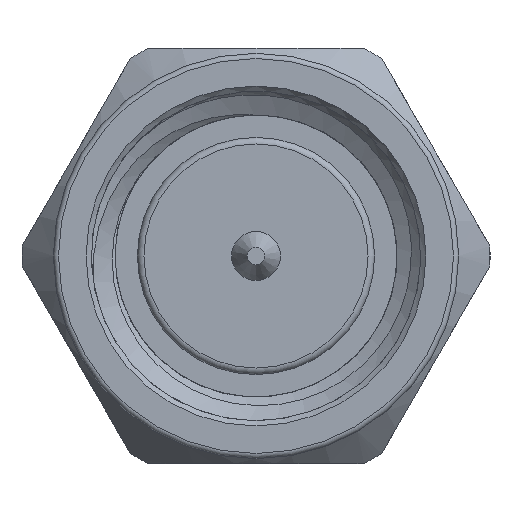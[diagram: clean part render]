
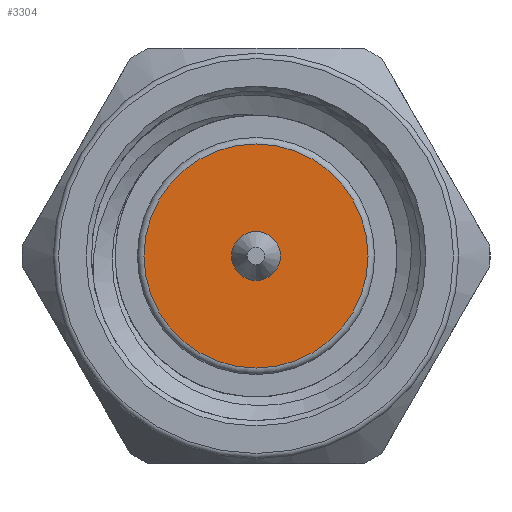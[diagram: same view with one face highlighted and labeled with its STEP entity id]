
A CAD part, left-side view. The second image highlights one B-rep face of the part: STEP entity #3304.
In plain terms, the highlighted planar face has unit normal (-1, 0, 0).
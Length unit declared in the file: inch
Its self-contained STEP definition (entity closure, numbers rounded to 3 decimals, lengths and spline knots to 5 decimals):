
#1 = ORIENTED_EDGE ( 'NONE', *, *, #1151, .T. ) ;
#22 = DIRECTION ( 'NONE',  ( -1., 0., 0. ) ) ;
#117 = CIRCLE ( 'NONE', #727, 0.085 ) ;
#197 = DIRECTION ( 'NONE',  ( 0., 0., -1. ) ) ;
#297 = DIRECTION ( 'NONE',  ( 0., 0., -1. ) ) ;
#435 = DIRECTION ( 'NONE',  ( -1., 0., 0. ) ) ;
#727 = AXIS2_PLACEMENT_3D ( 'NONE', #1039, #435, #2916 ) ;
#795 = CARTESIAN_POINT ( 'NONE',  ( 0.11, 0., -0.0185 ) ) ;
#857 = PLANE ( 'NONE',  #3925 ) ;
#1039 = CARTESIAN_POINT ( 'NONE',  ( 0.11, 0., 0. ) ) ;
#1071 = FACE_OUTER_BOUND ( 'NONE', #1205, .T. ) ;
#1151 = EDGE_CURVE ( 'NONE', #2995, #2995, #117, .T. ) ;
#1173 = DIRECTION ( 'NONE',  ( 1., 0., 0. ) ) ;
#1205 = EDGE_LOOP ( 'NONE', ( #1 ) ) ;
#1458 = EDGE_CURVE ( 'NONE', #2140, #2140, #3974, .T. ) ;
#1551 = EDGE_LOOP ( 'NONE', ( #3328 ) ) ;
#2038 = FACE_BOUND ( 'NONE', #1551, .T. ) ;
#2140 = VERTEX_POINT ( 'NONE', #795 ) ;
#2916 = DIRECTION ( 'NONE',  ( 0., 0., -1. ) ) ;
#2995 = VERTEX_POINT ( 'NONE', #3531 ) ;
#3013 = CARTESIAN_POINT ( 'NONE',  ( 0.11, 0.125, 0. ) ) ;
#3304 = ADVANCED_FACE ( 'NONE', ( #1071, #2038 ), #857, .F. ) ;
#3328 = ORIENTED_EDGE ( 'NONE', *, *, #1458, .F. ) ;
#3531 = CARTESIAN_POINT ( 'NONE',  ( 0.11, 0., -0.085 ) ) ;
#3705 = CARTESIAN_POINT ( 'NONE',  ( 0.11, 0., 0. ) ) ;
#3871 = AXIS2_PLACEMENT_3D ( 'NONE', #3705, #22, #297 ) ;
#3925 = AXIS2_PLACEMENT_3D ( 'NONE', #3013, #1173, #197 ) ;
#3974 = CIRCLE ( 'NONE', #3871, 0.0185 ) ;
